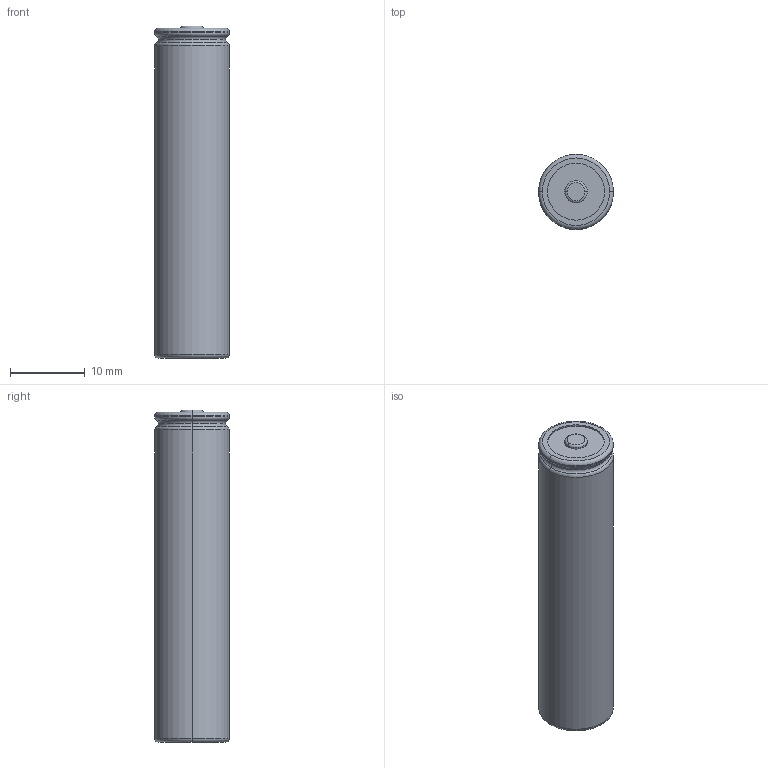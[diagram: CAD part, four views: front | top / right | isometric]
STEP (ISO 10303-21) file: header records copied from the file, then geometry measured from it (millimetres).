
FILE_DESCRIPTION (( 'STEP AP214' ), '1' );
FILE_NAME ('47EB5E15-3110-4C36-9819-6067D09306DA.STEP', '2022-09-05T06:51:10', ( '' ), ( '' ), 'SwSTEP 2.0', 'SolidWorks 2022', '' );
FILE_SCHEMA (( 'AUTOMOTIVE_DESIGN' ));
Length unit declared in the file: millimetre
Products named in the file (1): 47EB5E15-3110-4C36-9819-6067D09306DA
Bounding box: 10 x 10 x 44.3 mm (x, y, z)
Volume: 3424.6 mm3; surface area: 1546.9 mm2
Topology: 1 solids, 1 shells, 177 faces, 476 edges, 312 vertices
Faces by surface type: bspline 81, plane 72, torus 14, cylinder 10
Entity records: 10447 total; most frequent: CARTESIAN_POINT 4551, ORIENTED_EDGE 952, DIRECTION 554, EDGE_CURVE 476, VERTEX_POINT 312, VECTOR 268, LINE 268, EDGE_LOOP 188
